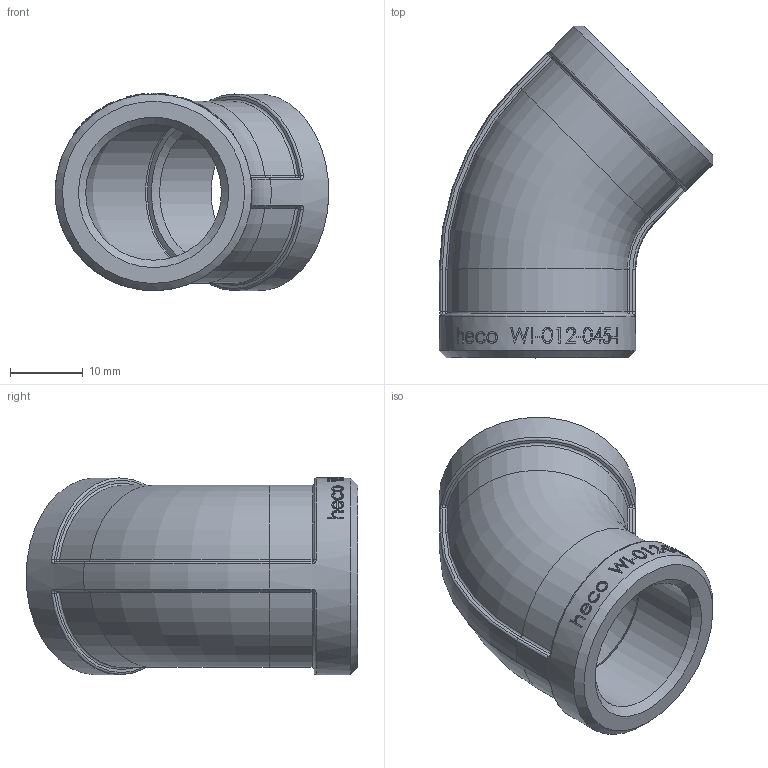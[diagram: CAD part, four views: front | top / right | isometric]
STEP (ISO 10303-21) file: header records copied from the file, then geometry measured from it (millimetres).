
FILE_DESCRIPTION (( 'STEP AP214' ), '1' );
FILE_NAME ('heco_WI-012-045-I.STEP', '2015-11-02T09:32:58', ( 'test' ), ( '' ), 'SwSTEP 2.0', 'SolidWorks 2011', '' );
FILE_SCHEMA (( 'AUTOMOTIVE_DESIGN' ));
Length unit declared in the file: millimetre
Products named in the file (1): heco_WI-012-045-I
Bounding box: 37.53 x 45.54 x 27.1 mm (x, y, z)
Volume: 8372.4 mm3; surface area: 6823.5 mm2
Topology: 1 solids, 1 shells, 256 faces, 629 edges, 398 vertices
Faces by surface type: bspline 93, plane 73, cylinder 55, torus 21, sphere 8, cone 6
Full cylindrical faces by diameter (mm): 18.631 x2, 21.8 x2, 27 x2
Entity records: 18934 total; most frequent: CARTESIAN_POINT 10866, ORIENTED_EDGE 1226, DIRECTION 800, EDGE_CURVE 613, VERTEX_POINT 394, AXIS2_PLACEMENT_3D 330, B_SPLINE_CURVE_WITH_KNOTS 307, EDGE_LOOP 293
